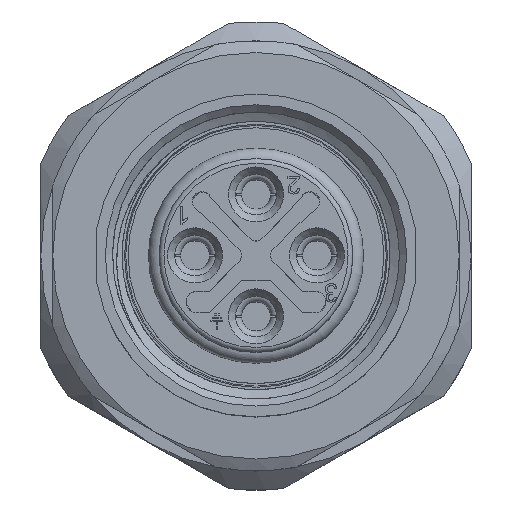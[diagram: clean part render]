
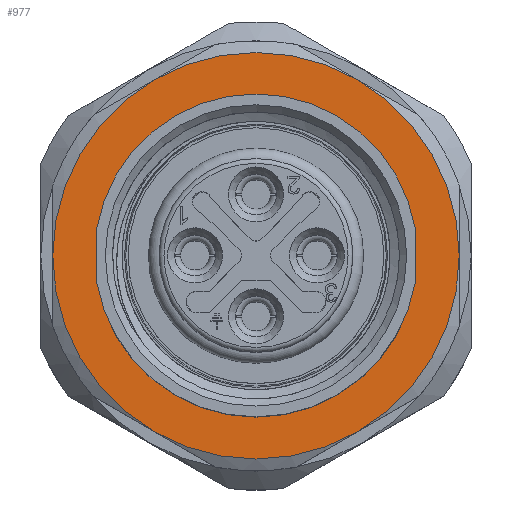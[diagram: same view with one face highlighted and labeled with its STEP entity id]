
A CAD part, top view. The second image highlights one B-rep face of the part: STEP entity #977.
In plain terms, the highlighted planar face has unit normal (0, 0, 1).
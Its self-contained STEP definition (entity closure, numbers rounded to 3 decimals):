
#69=PLANE('',#5215);
#194=LINE('',#8111,#416);
#195=LINE('',#8116,#417);
#416=VECTOR('',#5764,1.);
#417=VECTOR('',#5767,1.);
#977=ADVANCED_FACE('',(#1703,#1704),#69,.T.);
#1703=FACE_BOUND('',#1891,.T.);
#1704=FACE_BOUND('',#1892,.T.);
#1891=EDGE_LOOP('',(#2335,#2336,#2337,#2338,#2339,#2340));
#1892=EDGE_LOOP('',(#2341,#2342,#2343,#2344));
#2335=ORIENTED_EDGE('',*,*,#4274,.T.);
#2336=ORIENTED_EDGE('',*,*,#4275,.T.);
#2337=ORIENTED_EDGE('',*,*,#4276,.T.);
#2338=ORIENTED_EDGE('',*,*,#4277,.T.);
#2339=ORIENTED_EDGE('',*,*,#4278,.T.);
#2340=ORIENTED_EDGE('',*,*,#4279,.T.);
#2341=ORIENTED_EDGE('',*,*,#4280,.T.);
#2342=ORIENTED_EDGE('',*,*,#4281,.T.);
#2343=ORIENTED_EDGE('',*,*,#4282,.T.);
#2344=ORIENTED_EDGE('',*,*,#4283,.T.);
#3779=VERTEX_POINT('',#8100);
#3780=VERTEX_POINT('',#8101);
#3781=VERTEX_POINT('',#8103);
#3782=VERTEX_POINT('',#8105);
#3783=VERTEX_POINT('',#8107);
#3784=VERTEX_POINT('',#8109);
#3785=VERTEX_POINT('',#8112);
#3786=VERTEX_POINT('',#8113);
#3787=VERTEX_POINT('',#8115);
#3788=VERTEX_POINT('',#8117);
#4274=EDGE_CURVE('',#3779,#3780,#4991,.T.);
#4275=EDGE_CURVE('',#3780,#3781,#4992,.T.);
#4276=EDGE_CURVE('',#3781,#3782,#4993,.T.);
#4277=EDGE_CURVE('',#3782,#3783,#4994,.T.);
#4278=EDGE_CURVE('',#3783,#3784,#4995,.T.);
#4279=EDGE_CURVE('',#3784,#3779,#4996,.T.);
#4280=EDGE_CURVE('',#3785,#3786,#194,.T.);
#4281=EDGE_CURVE('',#3786,#3787,#4997,.T.);
#4282=EDGE_CURVE('',#3787,#3788,#195,.T.);
#4283=EDGE_CURVE('',#3788,#3785,#4998,.T.);
#4991=CIRCLE('',#5207,8.5);
#4992=CIRCLE('',#5208,8.5);
#4993=CIRCLE('',#5209,8.5);
#4994=CIRCLE('',#5210,8.5);
#4995=CIRCLE('',#5211,8.5);
#4996=CIRCLE('',#5212,8.5);
#4997=CIRCLE('',#5213,6.75);
#4998=CIRCLE('',#5214,6.75);
#5207=AXIS2_PLACEMENT_3D('',#8099,#5752,#5753);
#5208=AXIS2_PLACEMENT_3D('',#8102,#5754,#5755);
#5209=AXIS2_PLACEMENT_3D('',#8104,#5756,#5757);
#5210=AXIS2_PLACEMENT_3D('',#8106,#5758,#5759);
#5211=AXIS2_PLACEMENT_3D('',#8108,#5760,#5761);
#5212=AXIS2_PLACEMENT_3D('',#8110,#5762,#5763);
#5213=AXIS2_PLACEMENT_3D('',#8114,#5765,#5766);
#5214=AXIS2_PLACEMENT_3D('',#8118,#5768,#5769);
#5215=AXIS2_PLACEMENT_3D('',#8119,#5770,#5771);
#5752=DIRECTION('',(0.,0.,1.));
#5753=DIRECTION('',(0.5,0.866,0.));
#5754=DIRECTION('',(0.,0.,1.));
#5755=DIRECTION('',(-0.5,0.866,0.));
#5756=DIRECTION('',(0.,0.,1.));
#5757=DIRECTION('',(-1.,0.,0.));
#5758=DIRECTION('',(0.,0.,1.));
#5759=DIRECTION('',(-0.5,-0.866,0.));
#5760=DIRECTION('',(0.,0.,1.));
#5761=DIRECTION('',(0.5,-0.866,0.));
#5762=DIRECTION('',(0.,0.,1.));
#5763=DIRECTION('',(1.,0.,0.));
#5764=DIRECTION('',(0.,-1.,0.));
#5765=DIRECTION('',(0.,0.,-1.));
#5766=DIRECTION('',(0.985,-0.171,0.));
#5767=DIRECTION('',(0.,1.,0.));
#5768=DIRECTION('',(0.,0.,-1.));
#5769=DIRECTION('',(-0.985,0.171,0.));
#5770=DIRECTION('',(0.,0.,1.));
#5771=DIRECTION('',(1.,0.,0.));
#8099=CARTESIAN_POINT('',(0.,0.,1.));
#8100=CARTESIAN_POINT('',(4.25,7.361,1.));
#8101=CARTESIAN_POINT('',(-4.25,7.361,1.));
#8102=CARTESIAN_POINT('',(0.,0.,1.));
#8103=CARTESIAN_POINT('',(-8.5,0.,1.));
#8104=CARTESIAN_POINT('',(0.,0.,1.));
#8105=CARTESIAN_POINT('',(-4.25,-7.361,1.));
#8106=CARTESIAN_POINT('',(0.,0.,1.));
#8107=CARTESIAN_POINT('',(4.25,-7.361,1.));
#8108=CARTESIAN_POINT('',(0.,0.,1.));
#8109=CARTESIAN_POINT('',(8.5,0.,1.));
#8110=CARTESIAN_POINT('',(0.,0.,1.));
#8111=CARTESIAN_POINT('',(6.65,1.158,1.));
#8112=CARTESIAN_POINT('',(6.65,1.158,1.));
#8113=CARTESIAN_POINT('',(6.65,-1.158,1.));
#8114=CARTESIAN_POINT('',(0.,0.,1.));
#8115=CARTESIAN_POINT('',(-6.65,-1.158,1.));
#8116=CARTESIAN_POINT('',(-6.65,-1.158,1.));
#8117=CARTESIAN_POINT('',(-6.65,1.158,1.));
#8118=CARTESIAN_POINT('',(0.,0.,1.));
#8119=CARTESIAN_POINT('',(7.75,0.,1.));
